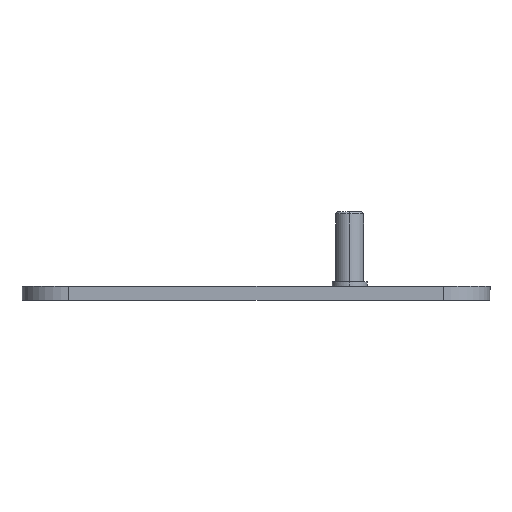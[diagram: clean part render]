
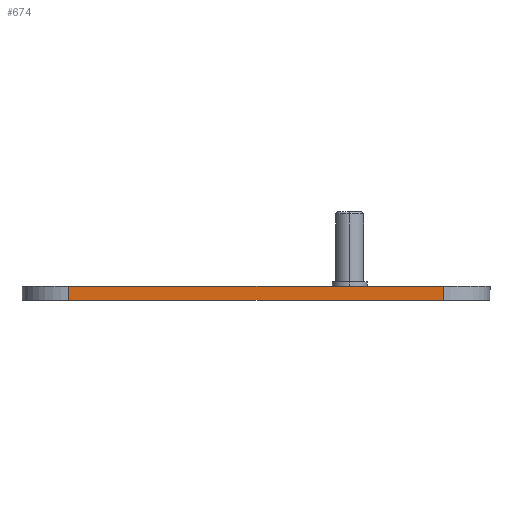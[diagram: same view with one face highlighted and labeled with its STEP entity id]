
A CAD part, left-side view. The second image highlights one B-rep face of the part: STEP entity #674.
In plain terms, the highlighted planar face has unit normal (-1, 0, 0).
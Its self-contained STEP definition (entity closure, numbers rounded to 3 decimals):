
#666=AXIS2_PLACEMENT_3D('Plane Axis2P3D',#663,#664,#665) ;
#90=CARTESIAN_POINT('Vertex',(0.,90.,0.)) ;
#132=CARTESIAN_POINT('Vertex',(0.,10.,0.)) ;
#135=CARTESIAN_POINT('Line Origine',(0.,50.,0.)) ;
#251=CARTESIAN_POINT('Vertex',(0.,90.,3.)) ;
#254=CARTESIAN_POINT('Line Origine',(0.,50.,3.)) ;
#258=CARTESIAN_POINT('Vertex',(0.,10.,3.)) ;
#542=CARTESIAN_POINT('Line Origine',(0.,90.,3.)) ;
#650=CARTESIAN_POINT('Line Origine',(0.,10.,3.)) ;
#663=CARTESIAN_POINT('Axis2P3D Location',(0.,90.,3.)) ;
#136=DIRECTION('Vector Direction',(0.,1.,0.)) ;
#255=DIRECTION('Vector Direction',(0.,-1.,0.)) ;
#543=DIRECTION('Vector Direction',(0.,0.,1.)) ;
#651=DIRECTION('Vector Direction',(0.,0.,1.)) ;
#664=DIRECTION('Axis2P3D Direction',(1.,-0.,0.)) ;
#665=DIRECTION('Axis2P3D XDirection',(0.,0.,-1.)) ;
#137=VECTOR('Line Direction',#136,1.) ;
#256=VECTOR('Line Direction',#255,1.) ;
#544=VECTOR('Line Direction',#543,1.) ;
#652=VECTOR('Line Direction',#651,1.) ;
#669=ORIENTED_EDGE('',*,*,#654,.F.) ;
#670=ORIENTED_EDGE('',*,*,#260,.F.) ;
#671=ORIENTED_EDGE('',*,*,#546,.F.) ;
#672=ORIENTED_EDGE('',*,*,#139,.F.) ;
#674=ADVANCED_FACE('1189420000-6-solid1',(#673),#667,.F.) ;
#139=EDGE_CURVE('',#133,#91,#138,.T.) ;
#260=EDGE_CURVE('',#252,#259,#257,.T.) ;
#546=EDGE_CURVE('',#91,#252,#545,.T.) ;
#654=EDGE_CURVE('',#259,#133,#653,.F.) ;
#668=EDGE_LOOP('',(#669,#670,#671,#672)) ;
#673=FACE_OUTER_BOUND('',#668,.T.) ;
#138=LINE('Line',#135,#137) ;
#257=LINE('Line',#254,#256) ;
#545=LINE('Line',#542,#544) ;
#653=LINE('Line',#650,#652) ;
#667=PLANE('',#666) ;
#91=VERTEX_POINT('',#90) ;
#133=VERTEX_POINT('',#132) ;
#252=VERTEX_POINT('',#251) ;
#259=VERTEX_POINT('',#258) ;
